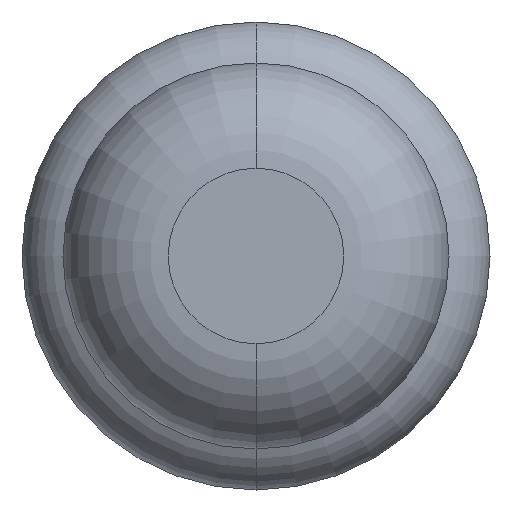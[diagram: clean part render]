
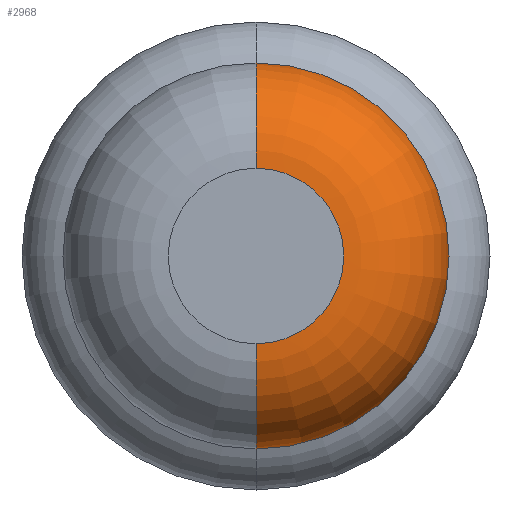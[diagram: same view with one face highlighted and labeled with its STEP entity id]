
A CAD part, front view. The second image highlights one B-rep face of the part: STEP entity #2968.
In plain terms, the highlighted toroidal (fillet/blend) face has major radius 0.375 mm and minor radius 0.45 mm.
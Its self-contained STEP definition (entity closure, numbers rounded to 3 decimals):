
#32 = DIRECTION ( 'NONE',  ( 0., 0., 1. ) ) ;
#221 = ORIENTED_EDGE ( 'NONE', *, *, #3662, .T. ) ;
#283 = DIRECTION ( 'NONE',  ( -1., 0., 0. ) ) ;
#313 = CIRCLE ( 'NONE', #2761, 0.45 ) ;
#393 = AXIS2_PLACEMENT_3D ( 'NONE', #2994, #1772, #1249 ) ;
#486 = AXIS2_PLACEMENT_3D ( 'NONE', #3182, #1729, #32 ) ;
#592 = CARTESIAN_POINT ( 'NONE',  ( 0., -23.55, 0.375 ) ) ;
#665 = VERTEX_POINT ( 'NONE', #3795 ) ;
#838 = ORIENTED_EDGE ( 'NONE', *, *, #2091, .T. ) ;
#950 = VERTEX_POINT ( 'NONE', #3685 ) ;
#1072 = TOROIDAL_SURFACE ( 'NONE', #486, 0.375, 0.45 ) ;
#1079 = CARTESIAN_POINT ( 'NONE',  ( 0., -23.55, -0.375 ) ) ;
#1106 = CARTESIAN_POINT ( 'NONE',  ( 0., -23.55, 0.825 ) ) ;
#1249 = DIRECTION ( 'NONE',  ( 0., 0., 1. ) ) ;
#1307 = CARTESIAN_POINT ( 'NONE',  ( 0., -24., 0. ) ) ;
#1363 = EDGE_LOOP ( 'NONE', ( #838, #221, #2337, #1981 ) ) ;
#1405 = CIRCLE ( 'NONE', #3270, 0.375 ) ;
#1451 = EDGE_CURVE ( 'NONE', #665, #3731, #313, .T. ) ;
#1581 = DIRECTION ( 'NONE',  ( 0., 0., 1. ) ) ;
#1648 = CARTESIAN_POINT ( 'NONE',  ( 0., -23.55, -0.825 ) ) ;
#1729 = DIRECTION ( 'NONE',  ( 0., 1., 0. ) ) ;
#1772 = DIRECTION ( 'NONE',  ( 0., 1., 0. ) ) ;
#1981 = ORIENTED_EDGE ( 'NONE', *, *, #1451, .F. ) ;
#2091 = EDGE_CURVE ( 'Defeature ausgef�hrt1_2+Defeature ausgef�hrt1_1+Defeature ausgef�hrt1_1+Defeature ausgef�hrt1_1', #665, #950, #1405, .T. ) ;
#2108 = CIRCLE ( 'NONE', #2897, 0.45 ) ;
#2337 = ORIENTED_EDGE ( 'NONE', *, *, #2561, .F. ) ;
#2380 = FACE_OUTER_BOUND ( 'NONE', #1363, .T. ) ;
#2561 = EDGE_CURVE ( 'Defeature ausgef�hrt1_3+Defeature ausgef�hrt1_2+Defeature ausgef�hrt1_2+Defeature ausgef�hrt1_2', #3731, #3598, #2626, .T. ) ;
#2611 = DIRECTION ( 'NONE',  ( 0., 0., 1. ) ) ;
#2626 = CIRCLE ( 'NONE', #393, 0.825 ) ;
#2761 = AXIS2_PLACEMENT_3D ( 'NONE', #592, #283, #2611 ) ;
#2897 = AXIS2_PLACEMENT_3D ( 'NONE', #1079, #3408, #3373 ) ;
#2968 = ADVANCED_FACE ( 'Defeature ausgef�hrt1_2', ( #2380 ), #1072, .T. ) ;
#2994 = CARTESIAN_POINT ( 'NONE',  ( 0., -23.55, 0. ) ) ;
#3182 = CARTESIAN_POINT ( 'NONE',  ( 0., -23.55, 0. ) ) ;
#3270 = AXIS2_PLACEMENT_3D ( 'NONE', #1307, #3621, #1581 ) ;
#3373 = DIRECTION ( 'NONE',  ( 0., 0., -1. ) ) ;
#3408 = DIRECTION ( 'NONE',  ( 1., 0., 0. ) ) ;
#3598 = VERTEX_POINT ( 'NONE', #1648 ) ;
#3621 = DIRECTION ( 'NONE',  ( 0., 1., 0. ) ) ;
#3662 = EDGE_CURVE ( 'NONE', #950, #3598, #2108, .T. ) ;
#3685 = CARTESIAN_POINT ( 'NONE',  ( 0., -24., -0.375 ) ) ;
#3731 = VERTEX_POINT ( 'NONE', #1106 ) ;
#3795 = CARTESIAN_POINT ( 'NONE',  ( 0., -24., 0.375 ) ) ;
